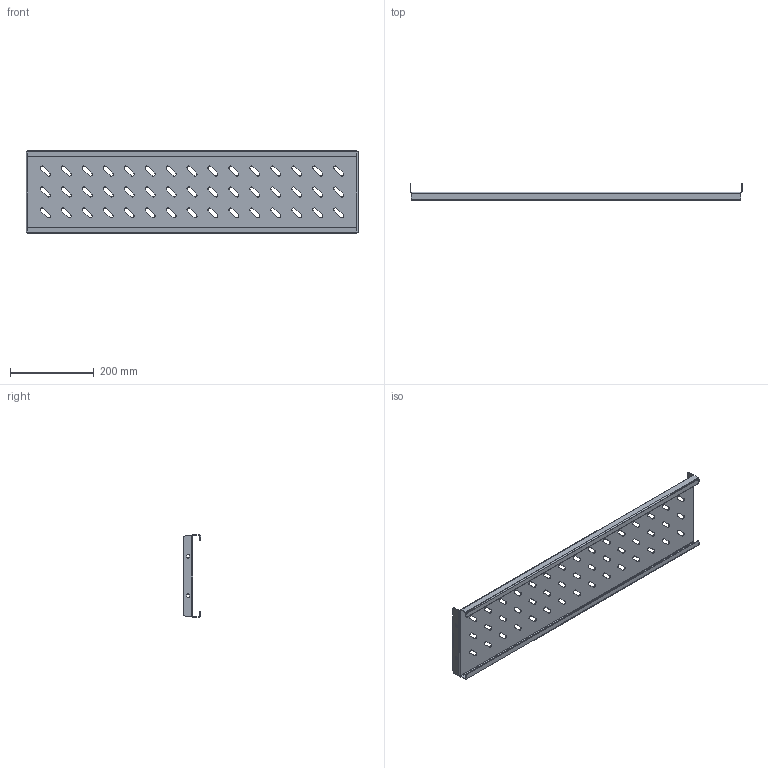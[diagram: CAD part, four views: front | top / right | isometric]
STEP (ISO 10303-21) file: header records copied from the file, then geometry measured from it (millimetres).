
FILE_DESCRIPTION (( 'STEP AP214' ), '1' );
FILE_NAME ('945.294.STEP', '2024-09-23T06:31:08', ( '' ), ( '' ), 'SwSTEP 2.0', 'SolidWorks 2021', '' );
FILE_SCHEMA (( 'AUTOMOTIVE_DESIGN' ));
Length unit declared in the file: millimetre
Products named in the file (1): 945.294
Bounding box: 792 x 41 x 197 mm (x, y, z)
Volume: 299588.2 mm3; surface area: 407610.9 mm2
Topology: 1 solids, 1 shells, 293 faces, 845 edges, 554 vertices
Faces by surface type: cylinder 163, plane 130
Entity records: 9931 total; most frequent: DIRECTION 1759, CARTESIAN_POINT 1693, ORIENTED_EDGE 1690, EDGE_CURVE 845, AXIS2_PLACEMENT_3D 620, VERTEX_POINT 554, LINE 519, VECTOR 519
